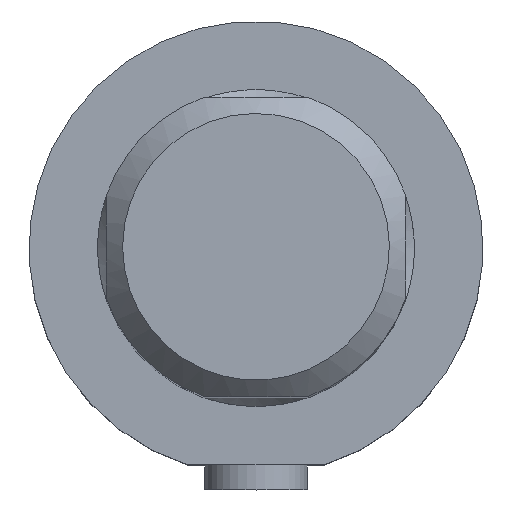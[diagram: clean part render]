
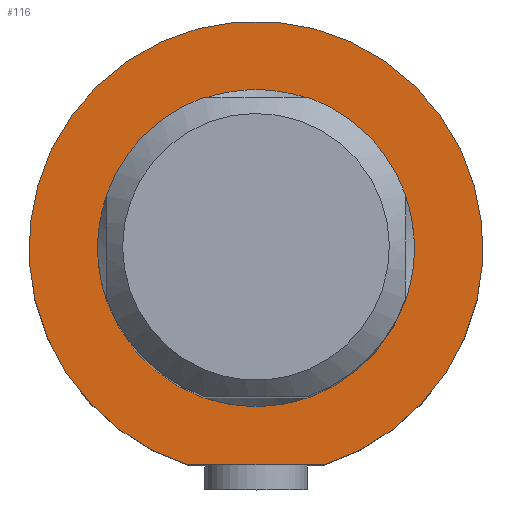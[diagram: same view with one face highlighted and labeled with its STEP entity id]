
A CAD part, top view. The second image highlights one B-rep face of the part: STEP entity #116.
In plain terms, the highlighted planar face has unit normal (0, 0, 1).
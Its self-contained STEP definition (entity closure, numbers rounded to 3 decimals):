
#79=LINE('',#706,#97);
#97=VECTOR('',#570,1.);
#116=ADVANCED_FACE('',(#157,#158),#144,.F.);
#144=PLANE('',#497);
#157=FACE_BOUND('',#177,.T.);
#158=FACE_BOUND('',#178,.T.);
#177=EDGE_LOOP('',(#220,#221));
#178=EDGE_LOOP('',(#222));
#220=ORIENTED_EDGE('',*,*,#384,.F.);
#221=ORIENTED_EDGE('',*,*,#385,.T.);
#222=ORIENTED_EDGE('',*,*,#386,.T.);
#340=VERTEX_POINT('',#704);
#341=VERTEX_POINT('',#705);
#342=VERTEX_POINT('',#708);
#384=EDGE_CURVE('',#340,#341,#444,.T.);
#385=EDGE_CURVE('',#340,#341,#79,.T.);
#386=EDGE_CURVE('',#342,#342,#445,.T.);
#444=CIRCLE('',#495,22.75);
#445=CIRCLE('',#496,15.864);
#495=AXIS2_PLACEMENT_3D('',#703,#568,#569);
#496=AXIS2_PLACEMENT_3D('',#707,#571,#572);
#497=AXIS2_PLACEMENT_3D('',#709,#573,#574);
#568=DIRECTION('',(0.,0.,-1.));
#569=DIRECTION('',(-1.,0.,0.));
#570=DIRECTION('',(1.,0.,0.));
#571=DIRECTION('',(0.,0.,-1.));
#572=DIRECTION('',(-1.,0.,0.));
#573=DIRECTION('',(0.,0.,-1.));
#574=DIRECTION('',(1.,0.,0.));
#703=CARTESIAN_POINT('',(0.,0.,0.));
#704=CARTESIAN_POINT('',(-6.832,-21.7,0.));
#705=CARTESIAN_POINT('',(6.832,-21.7,0.));
#706=CARTESIAN_POINT('',(0.,-21.7,0.));
#707=CARTESIAN_POINT('',(0.,0.,0.));
#708=CARTESIAN_POINT('',(-15.864,0.,0.));
#709=CARTESIAN_POINT('',(0.,15.864,0.));
